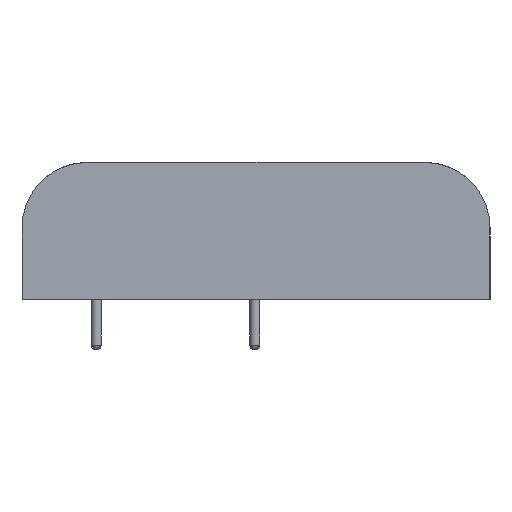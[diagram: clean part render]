
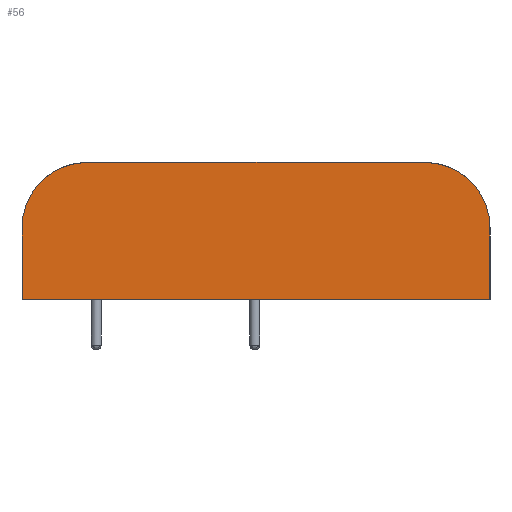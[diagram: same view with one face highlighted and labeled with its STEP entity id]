
A CAD part, left-side view. The second image highlights one B-rep face of the part: STEP entity #56.
In plain terms, the highlighted planar face has unit normal (-1, 0, 0).
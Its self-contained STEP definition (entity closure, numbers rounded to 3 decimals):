
#13=DIRECTION('',(0.,0.,1.));
#20=ORIENTED_EDGE('',*,*,#21,.F.);
#21=EDGE_CURVE('',#22,#24,#26,.T.);
#22=VERTEX_POINT('',#23);
#23=CARTESIAN_POINT('',(-2.6,-26.29,11.1));
#24=VERTEX_POINT('',#25);
#25=CARTESIAN_POINT('',(-2.6,-31.54,5.85));
#26=CIRCLE('',#27,5.25);
#27=AXIS2_PLACEMENT_3D('',#28,#29,#30);
#28=CARTESIAN_POINT('',(-2.6,-26.29,5.85));
#29=DIRECTION('',(1.,0.,0.));
#30=DIRECTION('',(0.,1.,0.));
#55=DIRECTION('',(-1.,0.,0.));
#56=ADVANCED_FACE('',(#57),#88,.T.);
#57=FACE_BOUND('',#58,.T.);
#58=EDGE_LOOP('',(#59,#67,#74,#20,#77,#83));
#59=ORIENTED_EDGE('',*,*,#60,.F.);
#60=EDGE_CURVE('',#61,#63,#65,.T.);
#61=VERTEX_POINT('',#62);
#62=CARTESIAN_POINT('',(-2.6,5.95,0.1));
#63=VERTEX_POINT('',#64);
#64=CARTESIAN_POINT('',(-2.6,5.95,5.85));
#65=LINE('',#62,#66);
#66=VECTOR('',#13,1.);
#67=ORIENTED_EDGE('',*,*,#68,.T.);
#68=EDGE_CURVE('',#61,#69,#71,.T.);
#69=VERTEX_POINT('',#70);
#70=CARTESIAN_POINT('',(-2.6,-31.54,0.1));
#71=LINE('',#62,#72);
#72=VECTOR('',#73,1.);
#73=DIRECTION('',(0.,-1.,0.));
#74=ORIENTED_EDGE('',*,*,#75,.T.);
#75=EDGE_CURVE('',#69,#24,#76,.T.);
#76=LINE('',#70,#66);
#77=ORIENTED_EDGE('',*,*,#78,.T.);
#78=EDGE_CURVE('',#22,#79,#81,.T.);
#79=VERTEX_POINT('',#80);
#80=CARTESIAN_POINT('',(-2.6,0.7,11.1));
#81=LINE('',#23,#82);
#82=VECTOR('',#30,1.);
#83=ORIENTED_EDGE('',*,*,#84,.F.);
#84=EDGE_CURVE('',#63,#79,#85,.T.);
#85=CIRCLE('',#86,5.25);
#86=AXIS2_PLACEMENT_3D('',#87,#29,#30);
#87=CARTESIAN_POINT('',(-2.6,0.7,5.85));
#88=PLANE('',#89);
#89=AXIS2_PLACEMENT_3D('',#90,#55,#91);
#90=CARTESIAN_POINT('',(-2.6,-12.795,5.268));
#91=DIRECTION('',(0.,0.,-1.));
